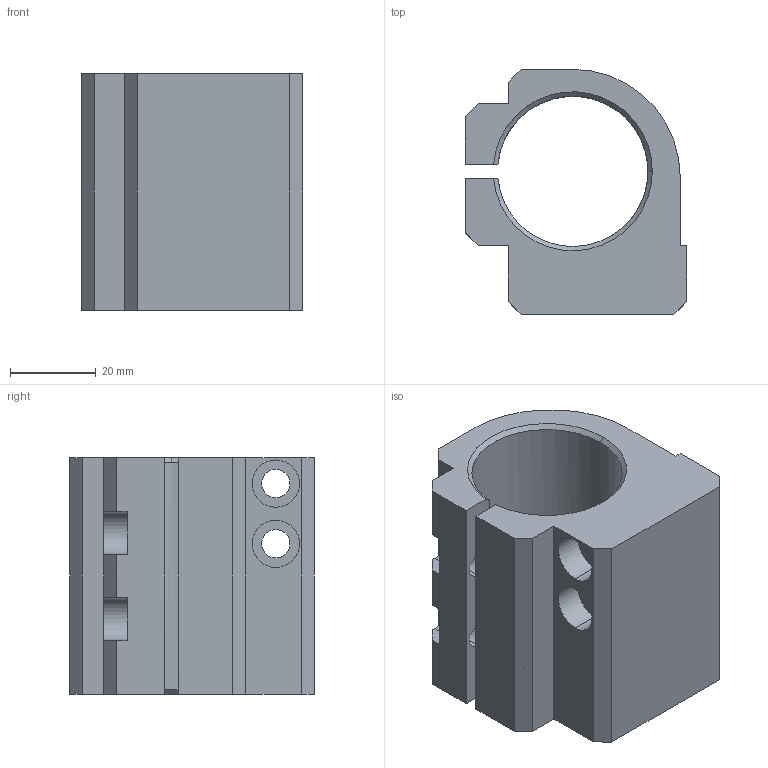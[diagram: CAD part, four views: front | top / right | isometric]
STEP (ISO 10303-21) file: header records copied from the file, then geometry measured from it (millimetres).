
FILE_DESCRIPTION (( 'STEP AP203' ), '1' );
FILE_NAME ('mac-003-006_Halter.STEP', '2012-11-28T08:14:58', ( 'admin' ), ( 'Hewlett-Packard Company' ), 'SwSTEP 2.0', 'SolidWorks 2010', 'test', 'test2', 'test3', '' );
FILE_SCHEMA (( 'CONFIG_CONTROL_DESIGN' ));
Length unit declared in the file: millimetre
Products named in the file (1): mac-003-006_Halter
Bounding box: 51.5 x 57 x 55 mm (x, y, z)
Volume: 76615.5 mm3; surface area: 22800.1 mm2
Topology: 1 solids, 1 shells, 63 faces, 167 edges, 108 vertices
Faces by surface type: plane 32, cylinder 24, cone 7
Entity records: 2030 total; most frequent: CARTESIAN_POINT 347, DIRECTION 339, ORIENTED_EDGE 326, EDGE_CURVE 163, AXIS2_PLACEMENT_3D 116, VERTEX_POINT 108, LINE 107, VECTOR 107
